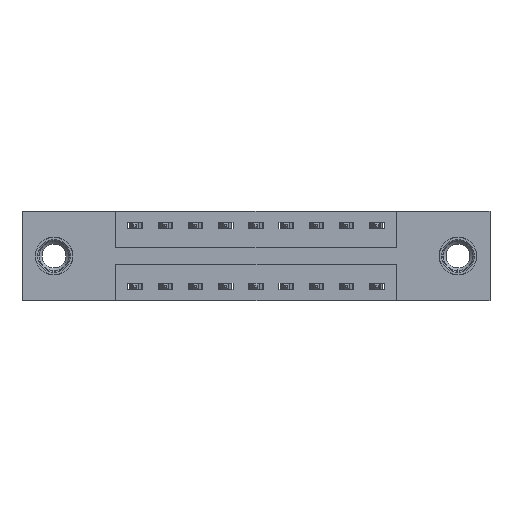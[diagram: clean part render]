
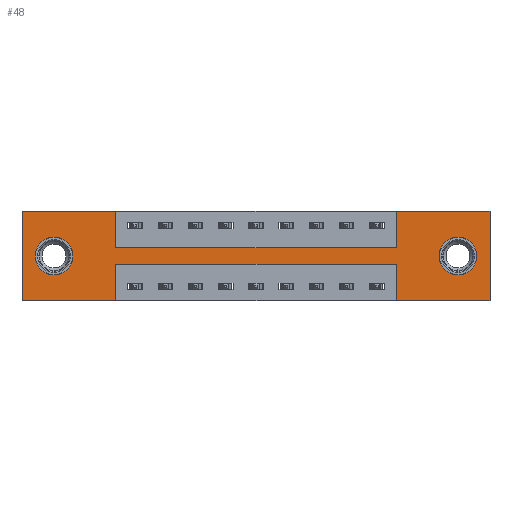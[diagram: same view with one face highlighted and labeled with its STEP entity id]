
A CAD part, front view. The second image highlights one B-rep face of the part: STEP entity #48.
In plain terms, the highlighted planar face has unit normal (0, -1, 0).
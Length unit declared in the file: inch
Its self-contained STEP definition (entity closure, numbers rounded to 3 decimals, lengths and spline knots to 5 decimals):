
#48 = ADVANCED_FACE ( 'NONE', ( #7023, #2321, #67 ), #6230, .T. ) ;
#67 = FACE_OUTER_BOUND ( 'NONE', #4892, .T. ) ;
#256 = VECTOR ( 'NONE', #10295, 39.37008 ) ;
#412 = LINE ( 'NONE', #5792, #2364 ) ;
#511 = DIRECTION ( 'NONE',  ( 1., 0., 0. ) ) ;
#518 = DIRECTION ( 'NONE',  ( 0., 0., -1. ) ) ;
#551 = CARTESIAN_POINT ( 'NONE',  ( 0., 0., 0. ) ) ;
#813 = VECTOR ( 'NONE', #518, 39.37008 ) ;
#857 = ORIENTED_EDGE ( 'NONE', *, *, #9884, .F. ) ;
#893 = VECTOR ( 'NONE', #1886, 39.37008 ) ;
#901 = ORIENTED_EDGE ( 'NONE', *, *, #4447, .F. ) ;
#966 = CARTESIAN_POINT ( 'NONE',  ( 1.5475, 0., -0.15 ) ) ;
#1037 = EDGE_CURVE ( 'NONE', #10535, #7730, #8525, .T. ) ;
#1494 = CARTESIAN_POINT ( 'NONE',  ( 1.8025, 0., -0.185 ) ) ;
#1682 = CARTESIAN_POINT ( 'NONE',  ( 0.3875, 0., -0.22 ) ) ;
#1805 = ORIENTED_EDGE ( 'NONE', *, *, #4192, .T. ) ;
#1886 = DIRECTION ( 'NONE',  ( -1., 0., 0. ) ) ;
#2104 = CARTESIAN_POINT ( 'NONE',  ( 1.5475, 0., -0.22 ) ) ;
#2127 = ORIENTED_EDGE ( 'NONE', *, *, #8325, .F. ) ;
#2153 = CARTESIAN_POINT ( 'NONE',  ( 0.3875, 0., -0.15 ) ) ;
#2176 = DIRECTION ( 'NONE',  ( 0., 0., 1. ) ) ;
#2213 = ORIENTED_EDGE ( 'NONE', *, *, #10825, .F. ) ;
#2216 = CARTESIAN_POINT ( 'NONE',  ( 1.8025, 0., -0.185 ) ) ;
#2243 = CARTESIAN_POINT ( 'NONE',  ( 0., 0., -0.37 ) ) ;
#2249 = EDGE_LOOP ( 'NONE', ( #1805, #4780 ) ) ;
#2321 = FACE_BOUND ( 'NONE', #5416, .T. ) ;
#2364 = VECTOR ( 'NONE', #6690, 39.37008 ) ;
#2404 = DIRECTION ( 'NONE',  ( 0., 0., -1. ) ) ;
#2541 = DIRECTION ( 'NONE',  ( 0., 1., 0. ) ) ;
#2587 = ORIENTED_EDGE ( 'NONE', *, *, #1037, .T. ) ;
#2604 = VERTEX_POINT ( 'NONE', #10538 ) ;
#2688 = CARTESIAN_POINT ( 'NONE',  ( 0.3875, 0., -0.15 ) ) ;
#2762 = VERTEX_POINT ( 'NONE', #8958 ) ;
#2773 = CIRCLE ( 'NONE', #9410, 0.078 ) ;
#3090 = VERTEX_POINT ( 'NONE', #10034 ) ;
#3132 = DIRECTION ( 'NONE',  ( 0., 0., -1. ) ) ;
#3431 = EDGE_CURVE ( 'NONE', #4414, #10098, #11043, .T. ) ;
#3467 = CARTESIAN_POINT ( 'NONE',  ( 0.1325, 0., -0.263 ) ) ;
#3524 = CARTESIAN_POINT ( 'NONE',  ( 0., 0., -0.37 ) ) ;
#3547 = LINE ( 'NONE', #9115, #10552 ) ;
#3616 = CARTESIAN_POINT ( 'NONE',  ( 1.935, 0., 0. ) ) ;
#3621 = CARTESIAN_POINT ( 'NONE',  ( 0.3875, 0., -0.37 ) ) ;
#3716 = VERTEX_POINT ( 'NONE', #10537 ) ;
#3779 = LINE ( 'NONE', #8371, #7934 ) ;
#3813 = VERTEX_POINT ( 'NONE', #11473 ) ;
#3817 = ORIENTED_EDGE ( 'NONE', *, *, #6782, .F. ) ;
#4041 = EDGE_CURVE ( 'NONE', #2762, #7361, #3779, .T. ) ;
#4153 = CARTESIAN_POINT ( 'NONE',  ( 1.5475, 0., 0. ) ) ;
#4158 = CARTESIAN_POINT ( 'NONE',  ( 0., 0., 0. ) ) ;
#4192 = EDGE_CURVE ( 'NONE', #5869, #3716, #7088, .T. ) ;
#4414 = VERTEX_POINT ( 'NONE', #2688 ) ;
#4447 = EDGE_CURVE ( 'NONE', #7361, #7739, #11275, .T. ) ;
#4501 = VECTOR ( 'NONE', #511, 39.37008 ) ;
#4756 = DIRECTION ( 'NONE',  ( 0., 0., -1. ) ) ;
#4780 = ORIENTED_EDGE ( 'NONE', *, *, #6123, .T. ) ;
#4795 = VERTEX_POINT ( 'NONE', #2243 ) ;
#4798 = CARTESIAN_POINT ( 'NONE',  ( 0.1325, 0., -0.185 ) ) ;
#4853 = LINE ( 'NONE', #4153, #256 ) ;
#4886 = LINE ( 'NONE', #3616, #9275 ) ;
#4892 = EDGE_LOOP ( 'NONE', ( #2127, #901, #7842, #7601, #9934, #857, #3817, #9353, #5108, #8737, #2213, #7714 ) ) ;
#5108 = ORIENTED_EDGE ( 'NONE', *, *, #9264, .F. ) ;
#5141 = EDGE_CURVE ( 'NONE', #9798, #2762, #8591, .T. ) ;
#5416 = EDGE_LOOP ( 'NONE', ( #7903, #2587 ) ) ;
#5572 = EDGE_CURVE ( 'NONE', #2604, #11048, #412, .T. ) ;
#5628 = LINE ( 'NONE', #7761, #813 ) ;
#5665 = DIRECTION ( 'NONE',  ( 0., 0., 1. ) ) ;
#5792 = CARTESIAN_POINT ( 'NONE',  ( 0., 0., 0. ) ) ;
#5869 = VERTEX_POINT ( 'NONE', #6191 ) ;
#5870 = DIRECTION ( 'NONE',  ( 0., 0., 1. ) ) ;
#6097 = VECTOR ( 'NONE', #7126, 39.37008 ) ;
#6123 = EDGE_CURVE ( 'NONE', #3716, #5869, #2773, .T. ) ;
#6191 = CARTESIAN_POINT ( 'NONE',  ( 1.8025, 0., -0.107 ) ) ;
#6230 = PLANE ( 'NONE',  #9278 ) ;
#6384 = AXIS2_PLACEMENT_3D ( 'NONE', #7860, #2541, #8712 ) ;
#6690 = DIRECTION ( 'NONE',  ( 1., 0., 0. ) ) ;
#6782 = EDGE_CURVE ( 'NONE', #10098, #3813, #4853, .T. ) ;
#6921 = EDGE_CURVE ( 'NONE', #7730, #10535, #8431, .T. ) ;
#7023 = FACE_BOUND ( 'NONE', #2249, .T. ) ;
#7088 = CIRCLE ( 'NONE', #8938, 0.078 ) ;
#7126 = DIRECTION ( 'NONE',  ( -1., 0., 0. ) ) ;
#7160 = DIRECTION ( 'NONE',  ( 0., 0., -1. ) ) ;
#7361 = VERTEX_POINT ( 'NONE', #2104 ) ;
#7472 = DIRECTION ( 'NONE',  ( 1., 0., 0. ) ) ;
#7593 = DIRECTION ( 'NONE',  ( 0., -1., 0. ) ) ;
#7601 = ORIENTED_EDGE ( 'NONE', *, *, #5141, .F. ) ;
#7714 = ORIENTED_EDGE ( 'NONE', *, *, #10642, .F. ) ;
#7722 = CARTESIAN_POINT ( 'NONE',  ( 1.935, 0., -0.37 ) ) ;
#7730 = VERTEX_POINT ( 'NONE', #7920 ) ;
#7735 = DIRECTION ( 'NONE',  ( 0., 1., 0. ) ) ;
#7739 = VERTEX_POINT ( 'NONE', #1682 ) ;
#7761 = CARTESIAN_POINT ( 'NONE',  ( 0.3875, 0., -0.37 ) ) ;
#7818 = VERTEX_POINT ( 'NONE', #3621 ) ;
#7842 = ORIENTED_EDGE ( 'NONE', *, *, #4041, .F. ) ;
#7860 = CARTESIAN_POINT ( 'NONE',  ( 0.1325, 0., -0.185 ) ) ;
#7903 = ORIENTED_EDGE ( 'NONE', *, *, #6921, .T. ) ;
#7920 = CARTESIAN_POINT ( 'NONE',  ( 0.1325, 0., -0.107 ) ) ;
#7934 = VECTOR ( 'NONE', #2176, 39.37008 ) ;
#7993 = CARTESIAN_POINT ( 'NONE',  ( 0.3875, 0., -0.22 ) ) ;
#8073 = LINE ( 'NONE', #8915, #893 ) ;
#8325 = EDGE_CURVE ( 'NONE', #7739, #7818, #5628, .T. ) ;
#8371 = CARTESIAN_POINT ( 'NONE',  ( 1.5475, 0., -0.37 ) ) ;
#8409 = DIRECTION ( 'NONE',  ( 0., 1., 0. ) ) ;
#8431 = CIRCLE ( 'NONE', #6384, 0.078 ) ;
#8525 = CIRCLE ( 'NONE', #8629, 0.078 ) ;
#8586 = LINE ( 'NONE', #4158, #8840 ) ;
#8591 = LINE ( 'NONE', #3524, #10893 ) ;
#8629 = AXIS2_PLACEMENT_3D ( 'NONE', #4798, #10908, #5665 ) ;
#8630 = LINE ( 'NONE', #551, #4501 ) ;
#8712 = DIRECTION ( 'NONE',  ( 0., 0., 1. ) ) ;
#8737 = ORIENTED_EDGE ( 'NONE', *, *, #5572, .F. ) ;
#8742 = VECTOR ( 'NONE', #7472, 39.37008 ) ;
#8840 = VECTOR ( 'NONE', #5870, 39.37008 ) ;
#8915 = CARTESIAN_POINT ( 'NONE',  ( 0., 0., -0.37 ) ) ;
#8938 = AXIS2_PLACEMENT_3D ( 'NONE', #1494, #7735, #2404 ) ;
#8958 = CARTESIAN_POINT ( 'NONE',  ( 1.5475, 0., -0.37 ) ) ;
#9115 = CARTESIAN_POINT ( 'NONE',  ( 0.3875, 0., 0. ) ) ;
#9264 = EDGE_CURVE ( 'NONE', #11048, #4414, #3547, .T. ) ;
#9275 = VECTOR ( 'NONE', #7160, 39.37008 ) ;
#9278 = AXIS2_PLACEMENT_3D ( 'NONE', #10407, #7593, #9569 ) ;
#9353 = ORIENTED_EDGE ( 'NONE', *, *, #3431, .F. ) ;
#9410 = AXIS2_PLACEMENT_3D ( 'NONE', #2216, #8409, #3132 ) ;
#9569 = DIRECTION ( 'NONE',  ( 0., 0., -1. ) ) ;
#9645 = CARTESIAN_POINT ( 'NONE',  ( 0.3875, 0., 0. ) ) ;
#9798 = VERTEX_POINT ( 'NONE', #7722 ) ;
#9884 = EDGE_CURVE ( 'NONE', #3813, #3090, #8630, .T. ) ;
#9934 = ORIENTED_EDGE ( 'NONE', *, *, #11142, .F. ) ;
#10034 = CARTESIAN_POINT ( 'NONE',  ( 1.935, 0., 0. ) ) ;
#10098 = VERTEX_POINT ( 'NONE', #966 ) ;
#10295 = DIRECTION ( 'NONE',  ( 0., 0., 1. ) ) ;
#10407 = CARTESIAN_POINT ( 'NONE',  ( 0., 0., -0.37 ) ) ;
#10535 = VERTEX_POINT ( 'NONE', #3467 ) ;
#10537 = CARTESIAN_POINT ( 'NONE',  ( 1.8025, 0., -0.263 ) ) ;
#10538 = CARTESIAN_POINT ( 'NONE',  ( 0., 0., 0. ) ) ;
#10552 = VECTOR ( 'NONE', #4756, 39.37008 ) ;
#10642 = EDGE_CURVE ( 'NONE', #7818, #4795, #8073, .T. ) ;
#10825 = EDGE_CURVE ( 'NONE', #4795, #2604, #8586, .T. ) ;
#10893 = VECTOR ( 'NONE', #11342, 39.37008 ) ;
#10908 = DIRECTION ( 'NONE',  ( 0., 1., 0. ) ) ;
#11043 = LINE ( 'NONE', #2153, #8742 ) ;
#11048 = VERTEX_POINT ( 'NONE', #9645 ) ;
#11142 = EDGE_CURVE ( 'NONE', #3090, #9798, #4886, .T. ) ;
#11275 = LINE ( 'NONE', #7993, #6097 ) ;
#11342 = DIRECTION ( 'NONE',  ( -1., 0., 0. ) ) ;
#11473 = CARTESIAN_POINT ( 'NONE',  ( 1.5475, 0., 0. ) ) ;
